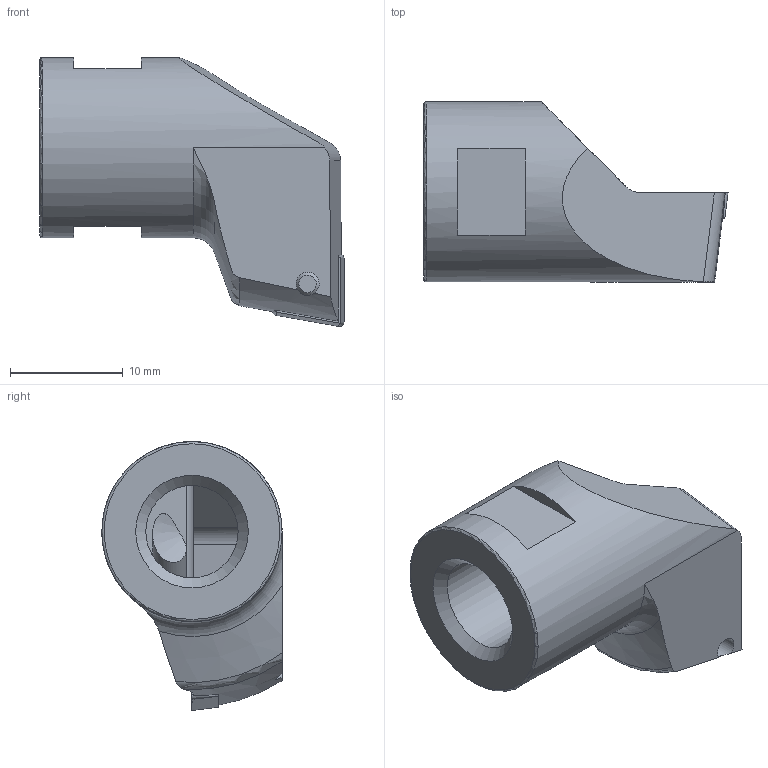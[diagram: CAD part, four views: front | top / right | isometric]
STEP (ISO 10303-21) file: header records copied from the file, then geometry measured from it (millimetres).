
FILE_DESCRIPTION (( 'STEP AP214' ), '1' );
FILE_NAME ('HS0.A32.K11.027.STEP', '2020-08-14T10:47:56', ( '' ), ( '' ), 'SwSTEP 2.0', 'SolidWorks 2017', '' );
FILE_SCHEMA (( 'AUTOMOTIVE_DESIGN' ));
Length unit declared in the file: millimetre
Products named in the file (4): WCA-ER2.001.006_A; CCMT060204; HS0-A32.K11.027_B; HS0.A32.K11.027
Assembly tree (3 placements, depth 2):
  HS0.A32.K11.027
    HS0-A32.K11.027_B
    WCA-ER2.001.006_A
    CCMT060204
Bounding box: 27 x 15.99 x 23.88 mm (x, y, z)
Volume: 3583.5 mm3; surface area: 2272.2 mm2
Topology: 3 solids, 3 shells, 97 faces, 237 edges, 148 vertices
Faces by surface type: plane 34, cylinder 23, cone 21, bspline 12, torus 6, sphere 1
Full cylindrical faces by diameter (mm): 2.05 x1, 2.5 x1, 2.8 x1, 3 x1, 3.4 x1, 3.85 x1, 8.2 x1, 16 x1
Entity records: 3219 total; most frequent: CARTESIAN_POINT 1037, ORIENTED_EDGE 422, DIRECTION 378, EDGE_CURVE 211, AXIS2_PLACEMENT_3D 150, VERTEX_POINT 142, EDGE_LOOP 123, FACE_OUTER_BOUND 109
